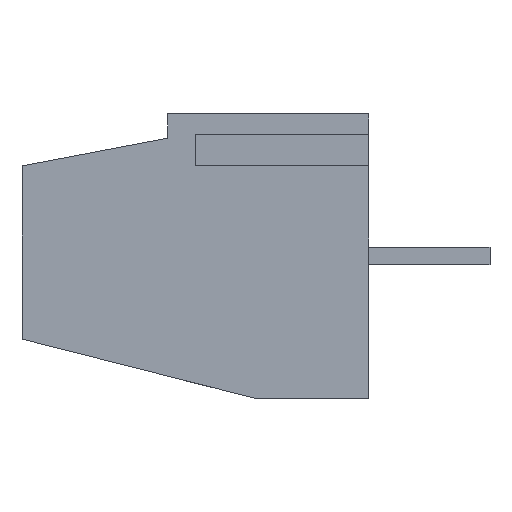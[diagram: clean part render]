
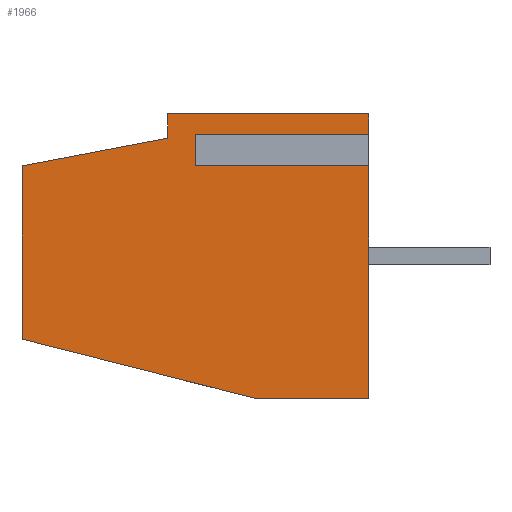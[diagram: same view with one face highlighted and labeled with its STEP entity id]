
A CAD part, left-side view. The second image highlights one B-rep face of the part: STEP entity #1966.
In plain terms, the highlighted planar face has unit normal (-1, 0, 0).
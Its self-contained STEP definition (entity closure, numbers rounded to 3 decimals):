
#55 = CARTESIAN_POINT ( 'NONE',  ( -5., 0., 3.3 ) ) ;
#64 = CARTESIAN_POINT ( 'NONE',  ( -5., 5.8, 3.4 ) ) ;
#69 = VERTEX_POINT ( 'NONE', #1163 ) ;
#86 = VECTOR ( 'NONE', #2075, 1000. ) ;
#106 = EDGE_CURVE ( 'NONE', #2337, #438, #1760, .T. ) ;
#150 = ORIENTED_EDGE ( 'NONE', *, *, #1216, .F. ) ;
#168 = CARTESIAN_POINT ( 'NONE',  ( -5., 0., 2.8 ) ) ;
#187 = VERTEX_POINT ( 'NONE', #1603 ) ;
#212 = EDGE_CURVE ( 'NONE', #438, #2103, #265, .T. ) ;
#236 = AXIS2_PLACEMENT_3D ( 'NONE', #875, #1833, #859 ) ;
#252 = VERTEX_POINT ( 'NONE', #2132 ) ;
#265 = LINE ( 'NONE', #1028, #1617 ) ;
#273 = VECTOR ( 'NONE', #533, 1000. ) ;
#303 = CARTESIAN_POINT ( 'NONE',  ( -5., 0., 3.3 ) ) ;
#307 = VECTOR ( 'NONE', #1508, 1000. ) ;
#326 = EDGE_CURVE ( 'NONE', #2103, #252, #569, .T. ) ;
#338 = VERTEX_POINT ( 'NONE', #892 ) ;
#372 = ORIENTED_EDGE ( 'NONE', *, *, #326, .F. ) ;
#428 = VECTOR ( 'NONE', #601, 1000. ) ;
#438 = VERTEX_POINT ( 'NONE', #2326 ) ;
#533 = DIRECTION ( 'NONE',  ( 0., 1., 0. ) ) ;
#561 = CARTESIAN_POINT ( 'NONE',  ( -5., 5.8, 4.1 ) ) ;
#569 = LINE ( 'NONE', #303, #2477 ) ;
#601 = DIRECTION ( 'NONE',  ( 0., 0., 1. ) ) ;
#603 = ORIENTED_EDGE ( 'NONE', *, *, #106, .F. ) ;
#622 = EDGE_CURVE ( 'NONE', #338, #2047, #889, .T. ) ;
#666 = CARTESIAN_POINT ( 'NONE',  ( -5., 5.8, 4.1 ) ) ;
#674 = VECTOR ( 'NONE', #2407, 1000. ) ;
#686 = EDGE_CURVE ( 'NONE', #187, #1637, #1821, .T. ) ;
#808 = ORIENTED_EDGE ( 'NONE', *, *, #1794, .F. ) ;
#853 = LINE ( 'NONE', #1421, #2359 ) ;
#858 = VERTEX_POINT ( 'NONE', #2447 ) ;
#859 = DIRECTION ( 'NONE',  ( 0., 1., 0. ) ) ;
#875 = CARTESIAN_POINT ( 'NONE',  ( -5., 5., 4.1 ) ) ;
#889 = LINE ( 'NONE', #168, #273 ) ;
#892 = CARTESIAN_POINT ( 'NONE',  ( -5., 0., 2.8 ) ) ;
#945 = CARTESIAN_POINT ( 'NONE',  ( -5., 5., 2.8 ) ) ;
#966 = LINE ( 'NONE', #2288, #307 ) ;
#982 = ORIENTED_EDGE ( 'NONE', *, *, #1593, .F. ) ;
#1003 = VECTOR ( 'NONE', #1938, 1000. ) ;
#1028 = CARTESIAN_POINT ( 'NONE',  ( -5., 0., 4.1 ) ) ;
#1048 = FACE_OUTER_BOUND ( 'NONE', #1895, .T. ) ;
#1143 = ORIENTED_EDGE ( 'NONE', *, *, #686, .F. ) ;
#1163 = CARTESIAN_POINT ( 'NONE',  ( -5., 3.3, -4.1 ) ) ;
#1199 = ORIENTED_EDGE ( 'NONE', *, *, #1492, .T. ) ;
#1205 = DIRECTION ( 'NONE',  ( 0., -1., 0. ) ) ;
#1212 = ORIENTED_EDGE ( 'NONE', *, *, #1679, .F. ) ;
#1216 = EDGE_CURVE ( 'NONE', #1637, #1338, #1566, .T. ) ;
#1254 = DIRECTION ( 'NONE',  ( 0., 1., 0. ) ) ;
#1314 = CARTESIAN_POINT ( 'NONE',  ( -5., 10., 2.6 ) ) ;
#1338 = VERTEX_POINT ( 'NONE', #64 ) ;
#1356 = ORIENTED_EDGE ( 'NONE', *, *, #212, .F. ) ;
#1404 = CARTESIAN_POINT ( 'NONE',  ( -5., 3.3, -4.1 ) ) ;
#1421 = CARTESIAN_POINT ( 'NONE',  ( -5., 0., 2.8 ) ) ;
#1492 = EDGE_CURVE ( 'NONE', #2047, #252, #1632, .T. ) ;
#1508 = DIRECTION ( 'NONE',  ( 0., 1., 0. ) ) ;
#1524 = ORIENTED_EDGE ( 'NONE', *, *, #2398, .F. ) ;
#1566 = LINE ( 'NONE', #2131, #86 ) ;
#1593 = EDGE_CURVE ( 'NONE', #858, #69, #966, .T. ) ;
#1603 = CARTESIAN_POINT ( 'NONE',  ( -5., 10., -2.4 ) ) ;
#1617 = VECTOR ( 'NONE', #1777, 1000. ) ;
#1632 = LINE ( 'NONE', #2430, #674 ) ;
#1637 = VERTEX_POINT ( 'NONE', #1314 ) ;
#1670 = CARTESIAN_POINT ( 'NONE',  ( -5., 10., -2.4 ) ) ;
#1679 = EDGE_CURVE ( 'NONE', #69, #187, #2343, .T. ) ;
#1752 = CARTESIAN_POINT ( 'NONE',  ( -5., 5.8, 3.4 ) ) ;
#1760 = LINE ( 'NONE', #666, #2057 ) ;
#1777 = DIRECTION ( 'NONE',  ( 0., 0., -1. ) ) ;
#1794 = EDGE_CURVE ( 'NONE', #338, #858, #853, .T. ) ;
#1804 = PLANE ( 'NONE',  #236 ) ;
#1821 = LINE ( 'NONE', #1670, #1003 ) ;
#1833 = DIRECTION ( 'NONE',  ( 1., 0., 0. ) ) ;
#1895 = EDGE_LOOP ( 'NONE', ( #2254, #1199, #372, #1356, #603, #1524, #150, #1143, #1212, #982, #808 ) ) ;
#1938 = DIRECTION ( 'NONE',  ( 0., 0., 1. ) ) ;
#1946 = LINE ( 'NONE', #1752, #428 ) ;
#1966 = ADVANCED_FACE ( 'NONE', ( #1048 ), #1804, .F. ) ;
#1984 = VECTOR ( 'NONE', #2168, 1000. ) ;
#2047 = VERTEX_POINT ( 'NONE', #945 ) ;
#2057 = VECTOR ( 'NONE', #1205, 1000. ) ;
#2075 = DIRECTION ( 'NONE',  ( 0., -0.982, 0.187 ) ) ;
#2103 = VERTEX_POINT ( 'NONE', #55 ) ;
#2131 = CARTESIAN_POINT ( 'NONE',  ( -5., 10., 2.6 ) ) ;
#2132 = CARTESIAN_POINT ( 'NONE',  ( -5., 5., 3.3 ) ) ;
#2168 = DIRECTION ( 'NONE',  ( 0., 0.969, 0.246 ) ) ;
#2187 = DIRECTION ( 'NONE',  ( 0., 0., -1. ) ) ;
#2254 = ORIENTED_EDGE ( 'NONE', *, *, #622, .T. ) ;
#2288 = CARTESIAN_POINT ( 'NONE',  ( -5., 0., -4.1 ) ) ;
#2326 = CARTESIAN_POINT ( 'NONE',  ( -5., 0., 4.1 ) ) ;
#2337 = VERTEX_POINT ( 'NONE', #561 ) ;
#2343 = LINE ( 'NONE', #1404, #1984 ) ;
#2359 = VECTOR ( 'NONE', #2187, 1000. ) ;
#2398 = EDGE_CURVE ( 'NONE', #1338, #2337, #1946, .T. ) ;
#2407 = DIRECTION ( 'NONE',  ( 0., 0., 1. ) ) ;
#2430 = CARTESIAN_POINT ( 'NONE',  ( -5., 5., 2.8 ) ) ;
#2447 = CARTESIAN_POINT ( 'NONE',  ( -5., 0., -4.1 ) ) ;
#2477 = VECTOR ( 'NONE', #1254, 1000. ) ;
